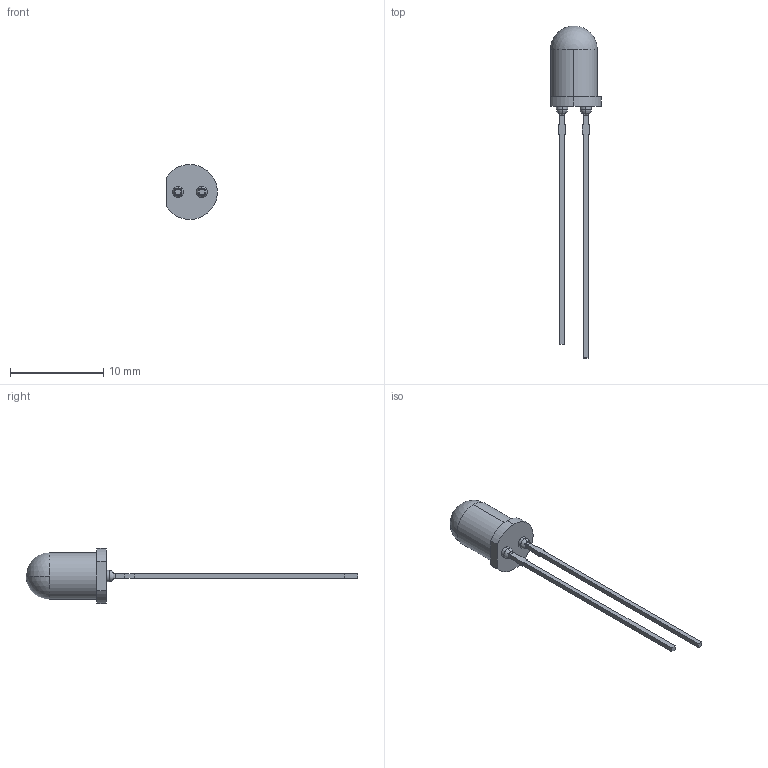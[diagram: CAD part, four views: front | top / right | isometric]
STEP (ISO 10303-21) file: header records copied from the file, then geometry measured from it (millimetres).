
FILE_DESCRIPTION(('FreeCAD Model'),'2;1');
FILE_NAME('Open CASCADE Shape Model','2025-06-23T10:22:37',('Author'),( ''),'Open CASCADE STEP processor 7.8','FreeCAD','Unknown');
FILE_SCHEMA(('AUTOMOTIVE_DESIGN { 1 0 10303 214 1 1 1 1 }'));
Length unit declared in the file: millimetre
Products named in the file (7): WP7113ID; WP7113ID_WP7113ID005; WP7113ID_WP7113ID; WP7113ID_WP7113ID001; WP7113ID_WP7113ID002; WP7113ID_WP7113ID003; WP7113ID_WP7113ID004
Assembly tree (6 placements, depth 3):
  WP7113ID
    WP7113ID_WP7113ID005
      WP7113ID_WP7113ID
      WP7113ID_WP7113ID001
      WP7113ID_WP7113ID002
      WP7113ID_WP7113ID003
      WP7113ID_WP7113ID004
Bounding box: 5.45 x 35.6 x 5.9 mm (x, y, z)
Volume: 173.8 mm3; surface area: 290.8 mm2
Topology: 5 solids, 5 shells, 64 faces, 158 edges, 100 vertices
Faces by surface type: plane 41, cylinder 9, bspline 8, revolution 4, sphere 2
Entity records: 2209 total; most frequent: CARTESIAN_POINT 599, ORIENTED_EDGE 312, DIRECTION 277, EDGE_CURVE 156, LINE 101, VECTOR 101, VERTEX_POINT 100, AXIS2_PLACEMENT_3D 86
